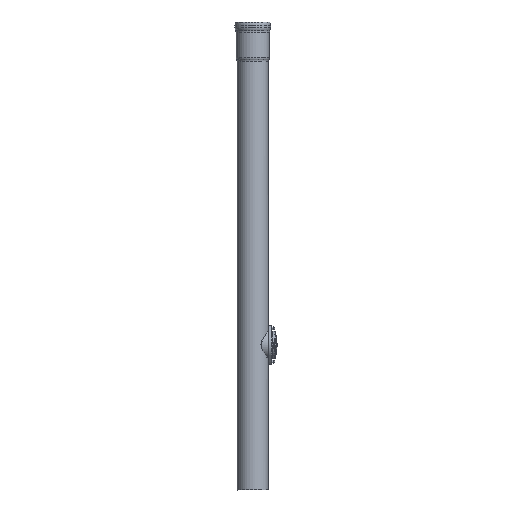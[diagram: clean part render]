
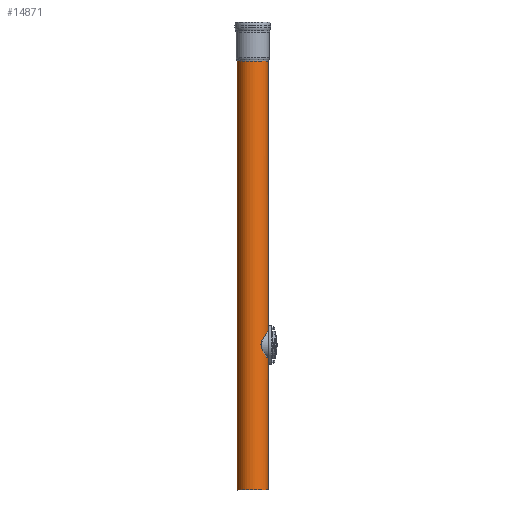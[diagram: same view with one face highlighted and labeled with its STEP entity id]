
A CAD part, left-side view. The second image highlights one B-rep face of the part: STEP entity #14871.
In plain terms, the highlighted cylindrical face has radius 665 mm (diameter 1330 mm), a full revolution.
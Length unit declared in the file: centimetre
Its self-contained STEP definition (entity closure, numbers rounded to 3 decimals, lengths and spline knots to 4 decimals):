
#574=B_SPLINE_CURVE_WITH_KNOTS('',3,(#56044,#56045,#56046,#56047,#56048,
#56049,#56050,#56051,#56052,#56053,#56054,#56055,#56056,#56057,#56058,#56059,
#56060,#56061,#56062,#56063,#56064,#56065,#56066,#56067,#56068,#56069,#56070,
#56071,#56072,#56073,#56074,#56075,#56076,#56077,#56078,#56079,#56080,#56081,
#56082,#56083,#56084,#56085,#56086,#56087,#56088,#56089,#56090,#56091,#56092,
#56093,#56094,#56095,#56096,#56097,#56098,#56099),.UNSPECIFIED.,.T.,.F.,
(4,1,1,1,1,1,1,1,1,1,1,1,1,1,1,1,1,1,1,1,1,1,1,1,1,1,1,1,1,1,1,1,1,1,1,
1,1,1,1,1,1,1,1,1,1,1,1,1,1,1,1,1,1,4),(-371.0759,-367.7628,
-364.4496,-357.8232,-351.1969,-344.5705,-337.9442,
-331.3178,-318.0651,-306.2849,-300.3948,
-294.5047,-288.6146,-282.7245,-273.8894,
-265.0542,-256.2191,-247.384,-238.5488,-229.7137,
-220.8785,-212.0434,-207.6258,-203.2083,
-198.7907,-194.3731,-188.483,-182.5929,
-176.7028,-172.2853,-167.8677,-163.4501,
-159.0325,-150.1974,-141.3623,-132.5271,
-123.692,-114.8568,-106.0217,-97.1866,
-88.3514,-79.5163,-70.6811,-61.846,
-53.0108,-46.3845,-39.7581,-33.1318,
-26.5054,-19.8791,-13.2527,-6.6264,
-3.3132,0.),.UNSPECIFIED.);
#787=CYLINDRICAL_SURFACE('',#15719,66.5);
#871=FACE_BOUND('',#5751,.T.);
#2464=LINE('',#56108,#3898);
#3898=VECTOR('',#18789,66.5);
#4861=FACE_OUTER_BOUND('',#5750,.T.);
#5750=EDGE_LOOP('',(#13832,#13833,#13834,#13835));
#5751=EDGE_LOOP('',(#13836));
#6154=CIRCLE('',#15720,66.5);
#6155=CIRCLE('',#15721,66.5);
#7550=VERTEX_POINT('',#55985);
#7553=VERTEX_POINT('',#56105);
#7554=VERTEX_POINT('',#56107);
#9649=EDGE_CURVE('',#7550,#7550,#574,.T.);
#9652=EDGE_CURVE('',#7553,#7553,#6154,.T.);
#9653=EDGE_CURVE('',#7553,#7554,#2464,.T.);
#9654=EDGE_CURVE('',#7554,#7554,#6155,.T.);
#13832=ORIENTED_EDGE('',*,*,#9652,.F.);
#13833=ORIENTED_EDGE('',*,*,#9653,.T.);
#13834=ORIENTED_EDGE('',*,*,#9654,.F.);
#13835=ORIENTED_EDGE('',*,*,#9653,.F.);
#13836=ORIENTED_EDGE('',*,*,#9649,.F.);
#14871=ADVANCED_FACE('',(#4861,#871),#787,.T.);
#15719=AXIS2_PLACEMENT_3D('',#56104,#18785,#18786);
#15720=AXIS2_PLACEMENT_3D('',#56106,#18787,#18788);
#15721=AXIS2_PLACEMENT_3D('',#56109,#18790,#18791);
#18785=DIRECTION('center_axis',(0.,0.,-1.));
#18786=DIRECTION('ref_axis',(0.,-1.,0.));
#18787=DIRECTION('center_axis',(0.,0.,-1.));
#18788=DIRECTION('ref_axis',(1.,0.,0.));
#18789=DIRECTION('',(0.,0.,1.));
#18790=DIRECTION('center_axis',(0.,0.,1.));
#18791=DIRECTION('ref_axis',(1.,0.,0.));
#55985=CARTESIAN_POINT('',(-57.1993,-33.9189,620.));
#56044=CARTESIAN_POINT('Ctrl Pts',(-57.1993,-33.9189,620.));
#56045=CARTESIAN_POINT('Ctrl Pts',(-57.1993,-33.9189,618.7616));
#56046=CARTESIAN_POINT('Ctrl Pts',(-57.1295,-34.0371,
616.2854));
#56047=CARTESIAN_POINT('Ctrl Pts',(-56.7167,-34.7255,
611.3983));
#56048=CARTESIAN_POINT('Ctrl Pts',(-55.7188,-36.3358,605.5226));
#56049=CARTESIAN_POINT('Ctrl Pts',(-53.8702,-39.0478,
598.9647));
#56050=CARTESIAN_POINT('Ctrl Pts',(-51.453,-42.1999,
592.8704));
#56051=CARTESIAN_POINT('Ctrl Pts',(-48.5089,-45.5679,
587.199));
#56052=CARTESIAN_POINT('Ctrl Pts',(-43.901,-50.144,
580.1694));
#56053=CARTESIAN_POINT('Ctrl Pts',(-37.1681,-55.4946,
572.6967));
#56054=CARTESIAN_POINT('Ctrl Pts',(-29.0617,-60.0131,
566.7505));
#56055=CARTESIAN_POINT('Ctrl Pts',(-22.1052,-62.8055,
563.1621));
#56056=CARTESIAN_POINT('Ctrl Pts',(-16.5384,-64.5009,561.01));
#56057=CARTESIAN_POINT('Ctrl Pts',(-10.6797,-65.7297,
559.4639));
#56058=CARTESIAN_POINT('Ctrl Pts',(-3.6076,-66.5521,
558.4347));
#56059=CARTESIAN_POINT('Ctrl Pts',(4.6296,-66.5532,558.4335));
#56060=CARTESIAN_POINT('Ctrl Pts',(13.6867,-65.2835,560.0219));
#56061=CARTESIAN_POINT('Ctrl Pts',(22.1727,-62.891,563.0468));
#56062=CARTESIAN_POINT('Ctrl Pts',(29.8647,-59.6008,567.2847));
#56063=CARTESIAN_POINT('Ctrl Pts',(36.6563,-55.6572,572.5137));
#56064=CARTESIAN_POINT('Ctrl Pts',(42.5251,-51.287,578.5673));
#56065=CARTESIAN_POINT('Ctrl Pts',(47.4786,-46.7099,585.3458));
#56066=CARTESIAN_POINT('Ctrl Pts',(50.8472,-42.9289,591.5705));
#56067=CARTESIAN_POINT('Ctrl Pts',(53.0737,-40.0952,596.9242));
#56068=CARTESIAN_POINT('Ctrl Pts',(54.4977,-38.1309,601.1397));
#56069=CARTESIAN_POINT('Ctrl Pts',(55.6584,-36.4082,605.568));
#56070=CARTESIAN_POINT('Ctrl Pts',(56.6258,-34.88,610.7259));
#56071=CARTESIAN_POINT('Ctrl Pts',(57.2262,-33.8744,616.6772));
#56072=CARTESIAN_POINT('Ctrl Pts',(57.2267,-33.873,623.3206));
#56073=CARTESIAN_POINT('Ctrl Pts',(56.626,-34.8799,629.2713));
#56074=CARTESIAN_POINT('Ctrl Pts',(55.6589,-36.4073,634.4298));
#56075=CARTESIAN_POINT('Ctrl Pts',(54.4983,-38.13,638.8582));
#56076=CARTESIAN_POINT('Ctrl Pts',(53.0746,-40.0941,643.0734));
#56077=CARTESIAN_POINT('Ctrl Pts',(50.8494,-42.9263,648.4248));
#56078=CARTESIAN_POINT('Ctrl Pts',(47.4811,-46.7074,654.6502));
#56079=CARTESIAN_POINT('Ctrl Pts',(42.5281,-51.2844,661.4291));
#56080=CARTESIAN_POINT('Ctrl Pts',(36.6605,-55.6545,667.4825));
#56081=CARTESIAN_POINT('Ctrl Pts',(29.8681,-59.5992,672.7133));
#56082=CARTESIAN_POINT('Ctrl Pts',(22.1781,-62.8889,676.9506));
#56083=CARTESIAN_POINT('Ctrl Pts',(13.6919,-65.2825,679.9769));
#56084=CARTESIAN_POINT('Ctrl Pts',(4.6355,-66.5524,681.5656));
#56085=CARTESIAN_POINT('Ctrl Pts',(-4.6321,-66.5531,
681.5664));
#56086=CARTESIAN_POINT('Ctrl Pts',(-13.6884,-65.2831,
679.9777));
#56087=CARTESIAN_POINT('Ctrl Pts',(-22.1752,-62.8901,
676.9521));
#56088=CARTESIAN_POINT('Ctrl Pts',(-29.8651,-59.6006,
672.715));
#56089=CARTESIAN_POINT('Ctrl Pts',(-36.0916,-55.9851,
667.9212));
#56090=CARTESIAN_POINT('Ctrl Pts',(-41.0792,-52.3869,
662.9607));
#56091=CARTESIAN_POINT('Ctrl Pts',(-45.0498,-49.0026,
658.0788));
#56092=CARTESIAN_POINT('Ctrl Pts',(-48.5081,-45.569,
652.8021));
#56093=CARTESIAN_POINT('Ctrl Pts',(-51.4535,-42.1992,647.1288));
#56094=CARTESIAN_POINT('Ctrl Pts',(-53.87,-39.048,
641.0354));
#56095=CARTESIAN_POINT('Ctrl Pts',(-55.7188,-36.3359,
634.4778));
#56096=CARTESIAN_POINT('Ctrl Pts',(-56.7167,-34.7255,
628.6016));
#56097=CARTESIAN_POINT('Ctrl Pts',(-57.1295,-34.0371,
623.7147));
#56098=CARTESIAN_POINT('Ctrl Pts',(-57.1993,-33.9189,621.2384));
#56099=CARTESIAN_POINT('Ctrl Pts',(-57.1993,-33.9189,620.));
#56104=CARTESIAN_POINT('Origin',(0.,0.,1832.5));
#56105=CARTESIAN_POINT('',(0.,66.5,0.));
#56106=CARTESIAN_POINT('Origin',(0.,0.,0.));
#56107=CARTESIAN_POINT('',(0.,66.5,1832.5));
#56108=CARTESIAN_POINT('',(0.,66.5,1832.5));
#56109=CARTESIAN_POINT('Origin',(0.,0.,1832.5));
